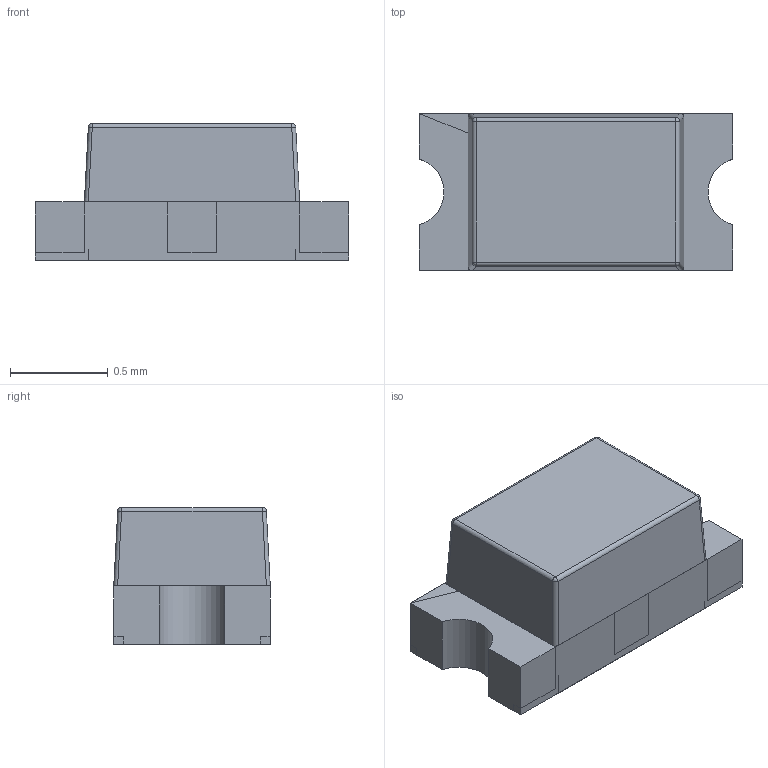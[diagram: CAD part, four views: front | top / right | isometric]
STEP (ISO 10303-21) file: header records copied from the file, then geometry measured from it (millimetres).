
FILE_DESCRIPTION( ( 'Unknown' ), '1' );
FILE_NAME( 'WL-SMCW_0603_LED.stp', 'Unknown', ( 'WJelisarow' ), ( 'Würth Elektronik eiSos' ), 'PSStep 14.0', 'Unknown', ' ' );
FILE_SCHEMA( ( 'AUTOMOTIVE_DESIGN { 1 0 10303 214 1 1 1 1 }' ) );
Length unit declared in the file: millimetre
Products named in the file (5): Assem1; housing; cover; base; Polarity Mark
Bounding box: 1.6 x 0.8 x 0.7 mm (x, y, z)
Surface area: 16.4 mm2
Topology: 9 solids, 9 shells, 140 faces, 330 edges, 202 vertices
Faces by surface type: plane 113, cylinder 19, sphere 8
Entity records: 1414 total; most frequent: ORIENTED_EDGE 288, CARTESIAN_POINT 152, EDGE_CURVE 144, LINE 112, DIRECTION 93, VERTEX_POINT 90, AXIS2_PLACEMENT_3D 79, EDGE_LOOP 64
